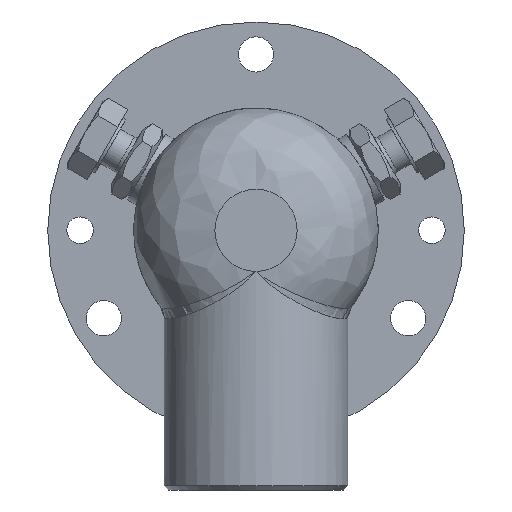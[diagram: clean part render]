
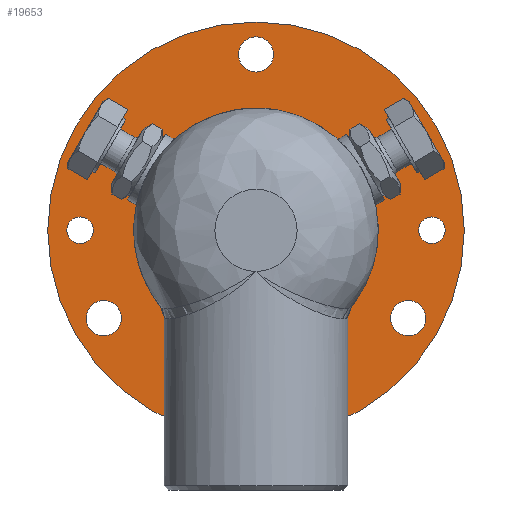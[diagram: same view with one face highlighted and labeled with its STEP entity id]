
A CAD part, left-side view. The second image highlights one B-rep face of the part: STEP entity #19653.
In plain terms, the highlighted planar face has unit normal (-1, 0, 0).
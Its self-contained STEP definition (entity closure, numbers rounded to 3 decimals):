
#19350=CARTESIAN_POINT('',(36.,32.5,-2.459));
#19351=VERTEX_POINT('',#19350);
#19352=CARTESIAN_POINT('',(36.,32.5,0.0));
#19353=DIRECTION('',(1.0,0.0,0.0));
#19354=DIRECTION('',(0.0,0.0,-1.0));
#19355=AXIS2_PLACEMENT_3D('',#19352,#19353,#19354);
#19356=CIRCLE('',#19355,2.459);
#19357=EDGE_CURVE('',#19351,#19351,#19356,.T.);
#19378=CARTESIAN_POINT('',(36.,-32.5,-2.459));
#19379=VERTEX_POINT('',#19378);
#19380=CARTESIAN_POINT('',(36.,-32.5,0.0));
#19381=DIRECTION('',(1.0,0.0,0.0));
#19382=DIRECTION('',(0.0,0.0,-1.0));
#19383=AXIS2_PLACEMENT_3D('',#19380,#19381,#19382);
#19384=CIRCLE('',#19383,2.459);
#19385=EDGE_CURVE('',#19379,#19379,#19384,.T.);
#19406=CARTESIAN_POINT('',(36.,-30.96,-17.875));
#19407=VERTEX_POINT('',#19406);
#19408=CARTESIAN_POINT('',(36.,-28.146,-16.25));
#19409=DIRECTION('',(1.,0.0,0.0));
#19410=DIRECTION('',(0.0,0.866,0.5));
#19411=AXIS2_PLACEMENT_3D('',#19408,#19409,#19410);
#19412=CIRCLE('',#19411,3.25);
#19413=EDGE_CURVE('',#19407,#19407,#19412,.T.);
#19434=CARTESIAN_POINT('',(36.,-30.96,17.875));
#19435=VERTEX_POINT('',#19434);
#19436=CARTESIAN_POINT('',(36.,-28.146,16.25));
#19437=DIRECTION('',(1.0,0.0,0.0));
#19438=DIRECTION('',(0.0,0.866,-0.5));
#19439=AXIS2_PLACEMENT_3D('',#19436,#19437,#19438);
#19440=CIRCLE('',#19439,3.25);
#19441=EDGE_CURVE('',#19435,#19435,#19440,.T.);
#19462=CARTESIAN_POINT('',(36.,0.,35.75));
#19463=VERTEX_POINT('',#19462);
#19464=CARTESIAN_POINT('',(36.,0.,32.5));
#19465=DIRECTION('',(1.0,0.0,0.0));
#19466=DIRECTION('',(0.0,0.0,-1.0));
#19467=AXIS2_PLACEMENT_3D('',#19464,#19465,#19466);
#19468=CIRCLE('',#19467,3.25);
#19469=EDGE_CURVE('',#19463,#19463,#19468,.T.);
#19490=CARTESIAN_POINT('',(36.,30.96,17.875));
#19491=VERTEX_POINT('',#19490);
#19492=CARTESIAN_POINT('',(36.,28.146,16.25));
#19493=DIRECTION('',(1.,0.0,0.0));
#19494=DIRECTION('',(0.0,-0.866,-0.5));
#19495=AXIS2_PLACEMENT_3D('',#19492,#19493,#19494);
#19496=CIRCLE('',#19495,3.25);
#19497=EDGE_CURVE('',#19491,#19491,#19496,.T.);
#19518=CARTESIAN_POINT('',(36.,30.96,-17.875));
#19519=VERTEX_POINT('',#19518);
#19520=CARTESIAN_POINT('',(36.,28.146,-16.25));
#19521=DIRECTION('',(1.0,0.0,0.0));
#19522=DIRECTION('',(0.0,-0.866,0.5));
#19523=AXIS2_PLACEMENT_3D('',#19520,#19521,#19522);
#19524=CIRCLE('',#19523,3.25);
#19525=EDGE_CURVE('',#19519,#19519,#19524,.T.);
#19546=CARTESIAN_POINT('',(36.,0.,-35.75));
#19547=VERTEX_POINT('',#19546);
#19548=CARTESIAN_POINT('',(36.,0.,-32.5));
#19549=DIRECTION('',(1.0,0.0,0.0));
#19550=DIRECTION('',(0.0,0.0,1.0));
#19551=AXIS2_PLACEMENT_3D('',#19548,#19549,#19550);
#19552=CIRCLE('',#19551,3.25);
#19553=EDGE_CURVE('',#19547,#19547,#19552,.T.);
#19587=CARTESIAN_POINT('',(36.,-22.5,0.0));
#19588=VERTEX_POINT('',#19587);
#19589=CARTESIAN_POINT('',(36.,0.,0.0));
#19590=DIRECTION('',(1.0,0.0,0.0));
#19591=DIRECTION('',(0.0,-1.0,0.0));
#19592=AXIS2_PLACEMENT_3D('',#19589,#19590,#19591);
#19593=CIRCLE('',#19592,22.5);
#19594=EDGE_CURVE('',#19588,#19588,#19593,.T.);
#19610=CARTESIAN_POINT('',(36.,-30.5,0.0));
#19611=DIRECTION('',(-1.0,0.0,0.0));
#19612=DIRECTION('',(0.0,0.0,-1.0));
#19613=AXIS2_PLACEMENT_3D('',#19610,#19611,#19612);
#19614=PLANE('',#19613);
#19615=CARTESIAN_POINT('',(36.,-38.5,0.0));
#19616=VERTEX_POINT('',#19615);
#19617=CARTESIAN_POINT('',(36.,0.,0.0));
#19618=DIRECTION('',(1.0,0.0,0.0));
#19619=DIRECTION('',(0.0,-1.0,0.0));
#19620=AXIS2_PLACEMENT_3D('',#19617,#19618,#19619);
#19621=CIRCLE('',#19620,38.5);
#19622=EDGE_CURVE('',#19616,#19616,#19621,.T.);
#19623=ORIENTED_EDGE('',*,*,#19622,.F.);
#19624=EDGE_LOOP('',(#19623));
#19625=FACE_OUTER_BOUND('',#19624,.T.);
#19626=ORIENTED_EDGE('',*,*,#19357,.T.);
#19627=EDGE_LOOP('',(#19626));
#19628=FACE_BOUND('',#19627,.T.);
#19629=ORIENTED_EDGE('',*,*,#19385,.T.);
#19630=EDGE_LOOP('',(#19629));
#19631=FACE_BOUND('',#19630,.T.);
#19632=ORIENTED_EDGE('',*,*,#19413,.T.);
#19633=EDGE_LOOP('',(#19632));
#19634=FACE_BOUND('',#19633,.T.);
#19635=ORIENTED_EDGE('',*,*,#19441,.T.);
#19636=EDGE_LOOP('',(#19635));
#19637=FACE_BOUND('',#19636,.T.);
#19638=ORIENTED_EDGE('',*,*,#19469,.T.);
#19639=EDGE_LOOP('',(#19638));
#19640=FACE_BOUND('',#19639,.T.);
#19641=ORIENTED_EDGE('',*,*,#19497,.T.);
#19642=EDGE_LOOP('',(#19641));
#19643=FACE_BOUND('',#19642,.T.);
#19644=ORIENTED_EDGE('',*,*,#19525,.T.);
#19645=EDGE_LOOP('',(#19644));
#19646=FACE_BOUND('',#19645,.T.);
#19647=ORIENTED_EDGE('',*,*,#19553,.T.);
#19648=EDGE_LOOP('',(#19647));
#19649=FACE_BOUND('',#19648,.T.);
#19650=ORIENTED_EDGE('',*,*,#19594,.T.);
#19651=EDGE_LOOP('',(#19650));
#19652=FACE_BOUND('',#19651,.T.);
#19653=ADVANCED_FACE('',(#19625,#19628,#19631,#19634,#19637,#19640,#19643,#19646,#19649,#19652),#19614,.T.);
